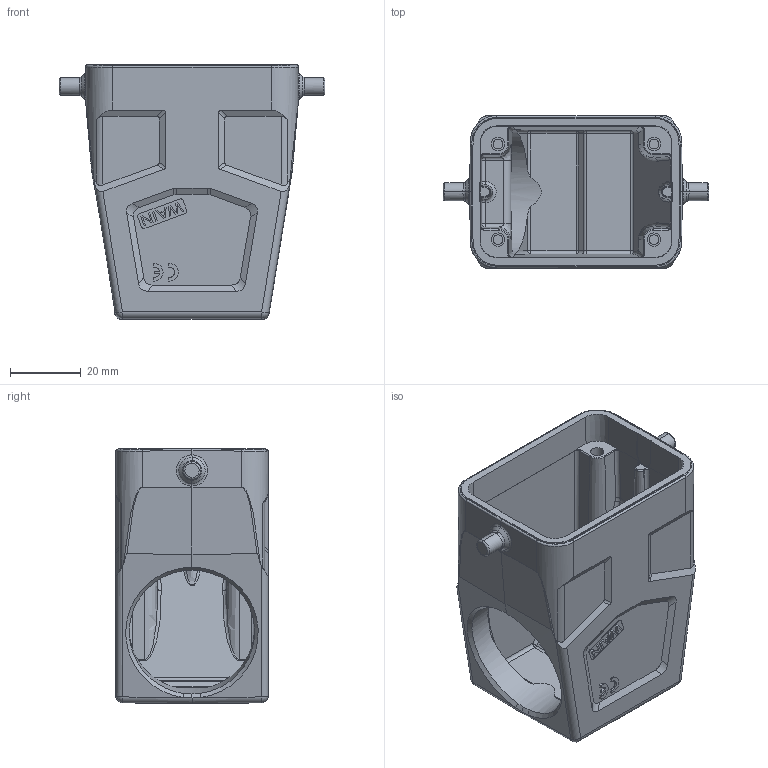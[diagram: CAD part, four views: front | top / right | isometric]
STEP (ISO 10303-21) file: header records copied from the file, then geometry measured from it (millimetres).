
FILE_DESCRIPTION(/* description */ (''),/* implementation_level */ '2;1');
FILE_NAME(/* name */ '3D_1121065105008_W6B-MSEH-2B-PG29_V1.0_stp_stp.stp',/* time_stamp */ '2024-03-18T19:19:48+08:00',/* author */ (''),/* organization */ (''),/* preprocessor_version */ 'ST-DEVELOPER v18.1',/* originating_system */ 'SIEMENS PLM Software NX 1980',/* authorisation */ '');
FILE_SCHEMA (('AUTOMOTIVE_DESIGN { 1 0 10303 214 3 1 1 1 }'));
Length unit declared in the file: millimetre
Products named in the file (1): 3D_1121065105008_W6B-MSEH-2B-PG29_V1.0_stp_stp
Bounding box: 75 x 43 x 72 mm (x, y, z)
Volume: 51924.8 mm3; surface area: 27368.6 mm2
Topology: 1 solids, 1 shells, 448 faces, 1163 edges, 724 vertices
Faces by surface type: plane 204, cylinder 153, torus 43, cone 16, sphere 16, bspline 10, extrusion 6
Full cylindrical faces by diameter (mm): 35.4 x1
Entity records: 16137 total; most frequent: CARTESIAN_POINT 5855, ORIENTED_EDGE 2290, DIRECTION 1877, EDGE_CURVE 1145, VERTEX_POINT 723, AXIS2_PLACEMENT_3D 645, VECTOR 587, LINE 581
